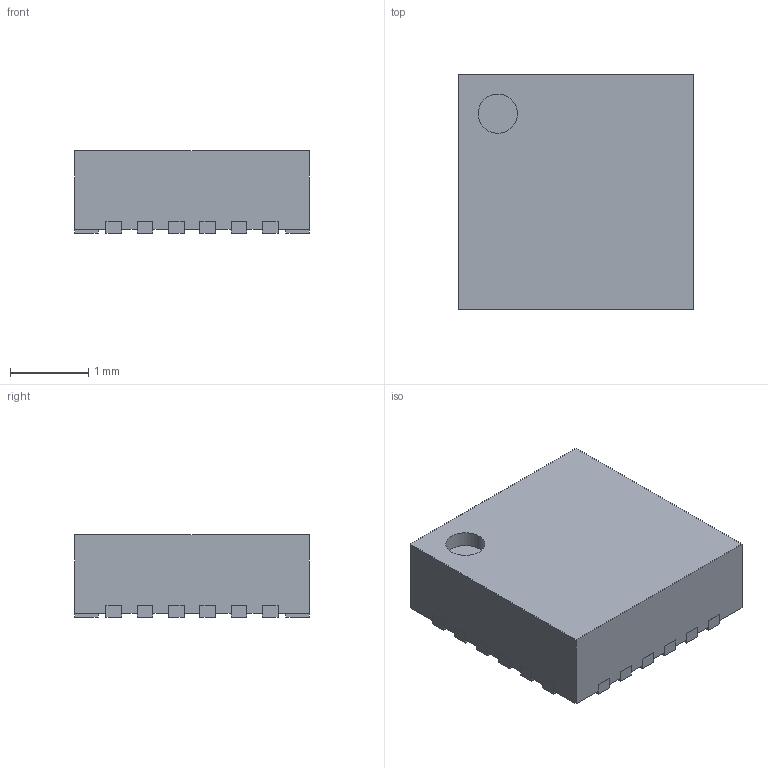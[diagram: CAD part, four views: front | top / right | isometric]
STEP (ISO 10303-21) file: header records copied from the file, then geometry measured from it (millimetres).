
FILE_DESCRIPTION(/* description */ (''),/* implementation_level */ '2;1');
FILE_NAME(/* name */ 'QFN-24 3x3 0.4mm.stp',/* time_stamp */ '2016-03-15T09:24:37+02:00',/* author */ ('Oleg'),/* organization */ (''),/* preprocessor_version */ 'ST-DEVELOPER v15.2',/* originating_system */ 'Autodesk Inventor 2014',/* authorisation */ '');
FILE_SCHEMA (('AUTOMOTIVE_DESIGN { 1 0 10303 214 3 1 1 }'));
Length unit declared in the file: millimetre
Products named in the file (1): QFN-24 3x3 0.4mm
Bounding box: 3 x 3 x 1.05 mm (x, y, z)
Volume: 9 mm3; surface area: 31.5 mm2
Topology: 1 solids, 1 shells, 152 faces, 447 edges, 298 vertices
Faces by surface type: plane 151, cylinder 1
Full cylindrical faces by diameter (mm): 0.5 x1
Entity records: 5145 total; most frequent: CARTESIAN_POINT 897, ORIENTED_EDGE 892, DIRECTION 754, EDGE_CURVE 446, LINE 444, VECTOR 444, VERTEX_POINT 298, AXIS2_PLACEMENT_3D 155
